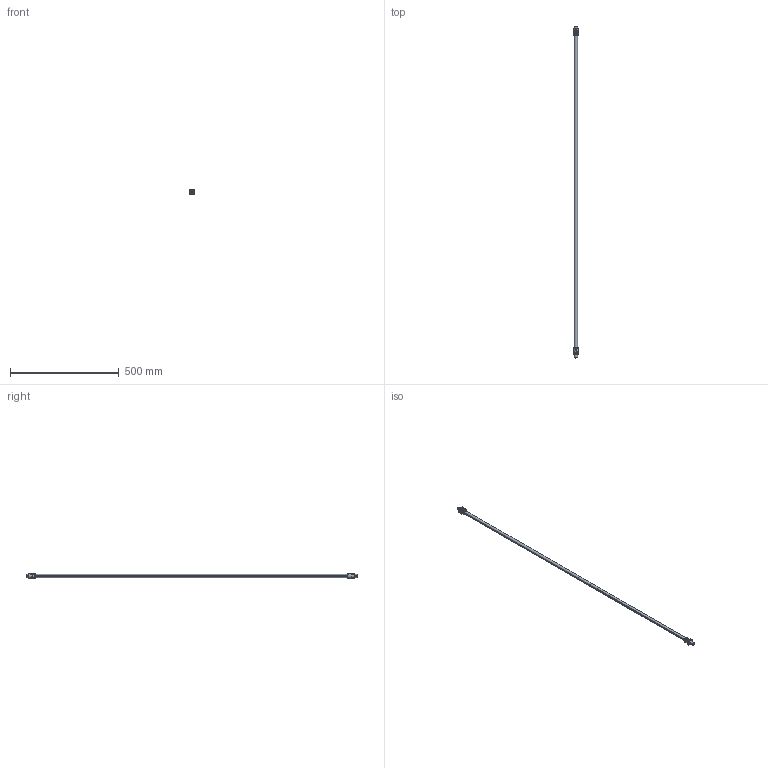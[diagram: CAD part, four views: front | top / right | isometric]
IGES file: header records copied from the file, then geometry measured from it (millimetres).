
Start section:  PTC IGES file: 0.igs
Global section: file name: 0.igs; native system: Creo Parametric by PTC Inc.; preprocessor: 2022162; author: 10114295; organization: Unknown; date: 20230116.153254; units: millimetre
Bounding box: 23.92 x 1529.94 x 23.92 mm (x, y, z)
Volume: 180754.5 mm3; surface area: 534077.1 mm2
Topology: 12 solids, 14 shells, 478 faces, 2372 edges, 3082 vertices
Faces by surface type: revolution 380, bspline 98
